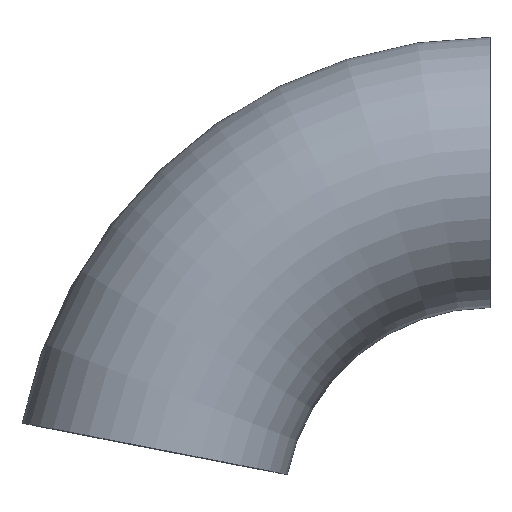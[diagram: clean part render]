
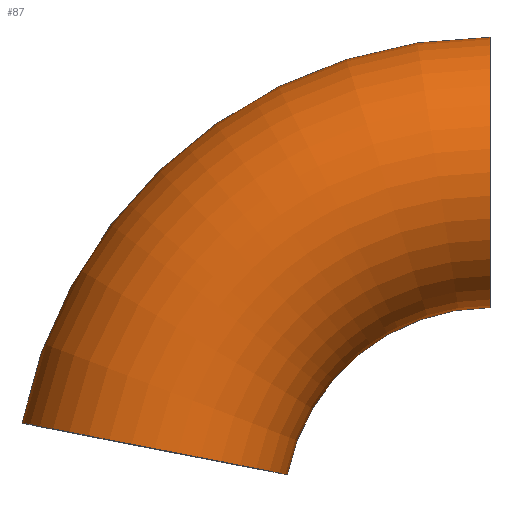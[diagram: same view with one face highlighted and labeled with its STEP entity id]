
A CAD part, top view. The second image highlights one B-rep face of the part: STEP entity #87.
In plain terms, the highlighted toroidal (fillet/blend) face has major radius 76.2 mm and minor radius 30.15 mm.
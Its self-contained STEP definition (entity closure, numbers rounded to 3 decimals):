
#7 = ORIENTED_EDGE ( 'NONE', *, *, #228, .T. ) ;
#8 = EDGE_LOOP ( 'NONE', ( #100, #222, #7, #164 ) ) ;
#14 = DIRECTION ( 'NONE',  ( 1., 0., 0. ) ) ;
#26 = FACE_OUTER_BOUND ( 'NONE', #8, .T. ) ;
#48 = DIRECTION ( 'NONE',  ( 0., 0., -1. ) ) ;
#51 = AXIS2_PLACEMENT_3D ( 'NONE', #226, #173, #14 ) ;
#52 = CARTESIAN_POINT ( 'NONE',  ( 0., 46.05, 0. ) ) ;
#59 = CIRCLE ( 'NONE', #205, 46.05 ) ;
#66 = CIRCLE ( 'NONE', #178, 30.15 ) ;
#70 = CARTESIAN_POINT ( 'NONE',  ( -74.8, 14.54, 0. ) ) ;
#78 = DIRECTION ( 'NONE',  ( 0., 0., 1. ) ) ;
#81 = EDGE_CURVE ( 'NONE', #204, #163, #59, .T. ) ;
#87 = ADVANCED_FACE ( 'NONE', ( #26 ), #158, .T. ) ;
#88 = DIRECTION ( 'NONE',  ( 0.191, 0.982, 0. ) ) ;
#94 = EDGE_CURVE ( 'NONE', #221, #204, #147, .T. ) ;
#98 = CARTESIAN_POINT ( 'NONE',  ( 0., 0., 0. ) ) ;
#99 = CARTESIAN_POINT ( 'NONE',  ( 0., 0., 0. ) ) ;
#100 = ORIENTED_EDGE ( 'NONE', *, *, #94, .F. ) ;
#125 = CARTESIAN_POINT ( 'NONE',  ( -45.204, 8.787, 0. ) ) ;
#127 = DIRECTION ( 'NONE',  ( 0., 0., -1. ) ) ;
#137 = DIRECTION ( 'NONE',  ( 0., 0., 1. ) ) ;
#147 = CIRCLE ( 'NONE', #250, 30.15 ) ;
#158 = TOROIDAL_SURFACE ( 'NONE', #244, 76.2, 30.15 ) ;
#162 = EDGE_CURVE ( 'NONE', #221, #238, #166, .T. ) ;
#163 = VERTEX_POINT ( 'NONE', #125 ) ;
#164 = ORIENTED_EDGE ( 'NONE', *, *, #81, .F. ) ;
#166 = CIRCLE ( 'NONE', #51, 106.35 ) ;
#173 = DIRECTION ( 'NONE',  ( 0., 0., 1. ) ) ;
#175 = DIRECTION ( 'NONE',  ( 1., 0., 0. ) ) ;
#178 = AXIS2_PLACEMENT_3D ( 'NONE', #70, #88, #127 ) ;
#185 = DIRECTION ( 'NONE',  ( 1., 0., 0. ) ) ;
#186 = DIRECTION ( 'NONE',  ( 1., 0., 0. ) ) ;
#204 = VERTEX_POINT ( 'NONE', #52 ) ;
#205 = AXIS2_PLACEMENT_3D ( 'NONE', #99, #137, #186 ) ;
#208 = CARTESIAN_POINT ( 'NONE',  ( 0., 76.2, 0. ) ) ;
#209 = CARTESIAN_POINT ( 'NONE',  ( -104.396, 20.293, 0. ) ) ;
#221 = VERTEX_POINT ( 'NONE', #245 ) ;
#222 = ORIENTED_EDGE ( 'NONE', *, *, #162, .T. ) ;
#226 = CARTESIAN_POINT ( 'NONE',  ( 0., 0., 0. ) ) ;
#228 = EDGE_CURVE ( 'NONE', #238, #163, #66, .T. ) ;
#238 = VERTEX_POINT ( 'NONE', #209 ) ;
#244 = AXIS2_PLACEMENT_3D ( 'NONE', #98, #78, #185 ) ;
#245 = CARTESIAN_POINT ( 'NONE',  ( 0., 106.35, 0. ) ) ;
#250 = AXIS2_PLACEMENT_3D ( 'NONE', #208, #175, #48 ) ;
